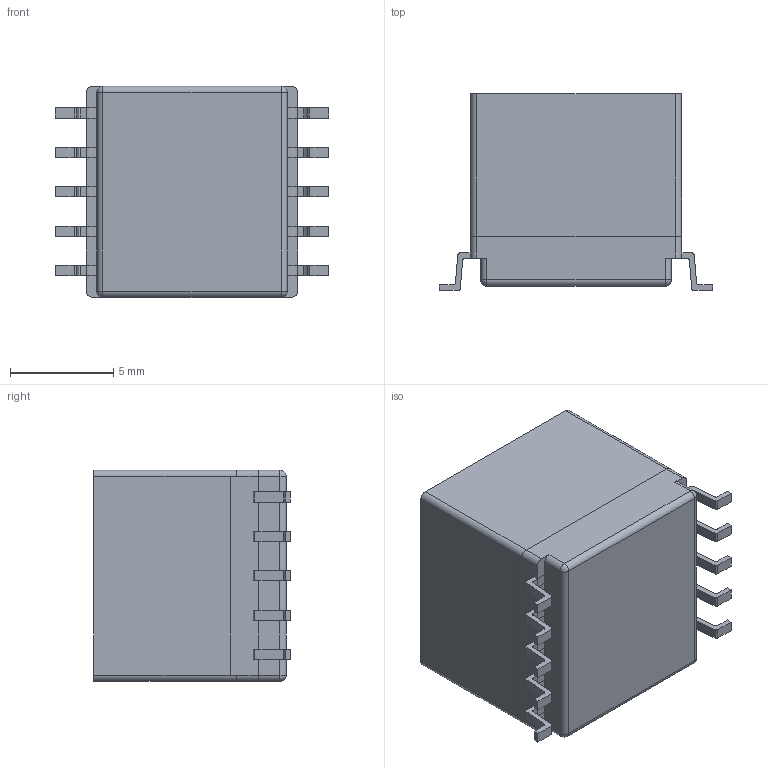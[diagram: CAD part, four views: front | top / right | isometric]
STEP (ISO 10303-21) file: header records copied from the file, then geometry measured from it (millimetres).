
FILE_DESCRIPTION(/* description */ (''),/* implementation_level */ '2;1');
FILE_NAME(/* name */ '05820032-1.stp',/* time_stamp */ '2025-03-17T09:37:45+01:00',/* author */ ('mt'),/* organization */ (''),/* preprocessor_version */ 'ST-DEVELOPER v20',/* originating_system */ 'Autodesk Inventor 2025',/* authorisation */ '');
FILE_SCHEMA (('AUTOMOTIVE_DESIGN { 1 0 10303 214 3 1 1 }'));
Length unit declared in the file: millimetre
Products named in the file (4): 05820032-1; 55230969-2; Spole 15530231-1; Potting CV2500 Total H=9,5
Assembly tree (3 placements, depth 2):
  05820032-1
    55230969-2
    Spole 15530231-1
    Potting CV2500 Total H=9,5
Bounding box: 13.2 x 9.5 x 10.22 mm (x, y, z)
Volume: 972.1 mm3; surface area: 1097.6 mm2
Topology: 23 solids, 23 shells, 342 faces, 863 edges, 568 vertices
Faces by surface type: plane 234, cylinder 60, bspline 40, sphere 4, torus 4
Full cylindrical faces by diameter (mm): 0.5 x1, 2.9 x1, 6 x1
Entity records: 10569 total; most frequent: CARTESIAN_POINT 2300, ORIENTED_EDGE 1726, DIRECTION 1531, EDGE_CURVE 863, LINE 653, VECTOR 653, VERTEX_POINT 568, AXIS2_PLACEMENT_3D 439
